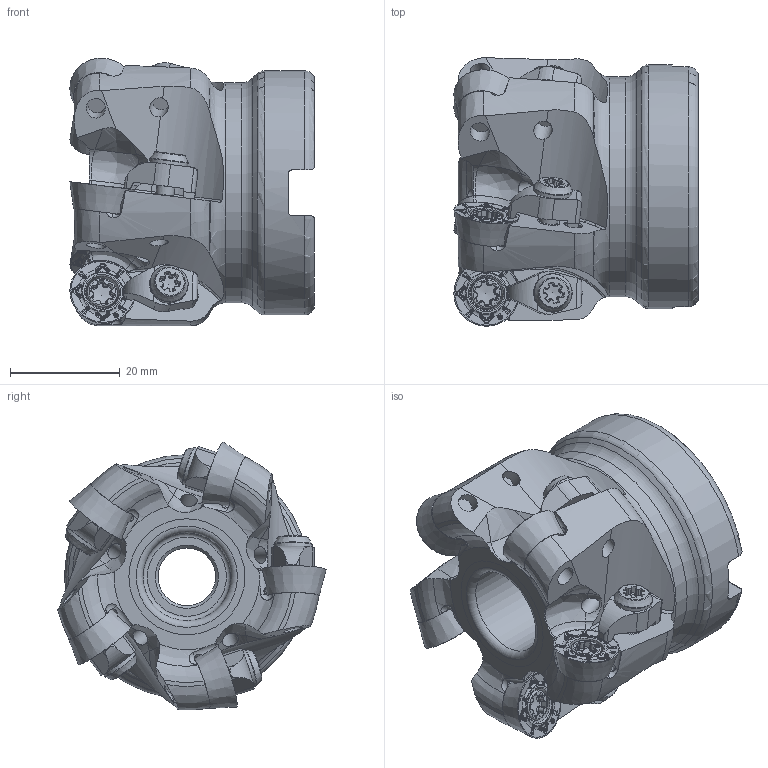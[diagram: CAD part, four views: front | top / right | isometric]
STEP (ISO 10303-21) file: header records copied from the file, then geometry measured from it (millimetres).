
FILE_DESCRIPTION(/* description */ (''),/* implementation_level */ '2;1');
FILE_NAME(/* name */ 'CUTTER_F-RDKT12-D200Z5S075I.stp',/* time_stamp */ '2020-04-24T15:39:13+09:00',/* author */ (''),/* organization */ (''),/* preprocessor_version */ 'ST-DEVELOPER v16',/* originating_system */ 'SIEMENS PLM Software NX 10.0',/* authorisation */ '');
FILE_SCHEMA (('CONFIG_CONTROL_DESIGN'));
Length unit declared in the file: millimetre
Products named in the file (1): CUTTER_F-RDKT12-D200Z5S075I
Bounding box: 44.45 x 48.88 x 48.75 mm (x, y, z)
Volume: 44668 mm3; surface area: 18823.8 mm2
Topology: 21 solids, 21 shells, 3198 faces, 7799 edges, 4455 vertices
Faces by surface type: bspline 1865, plane 386, cylinder 385, sphere 215, torus 198, cone 149
Full cylindrical faces by diameter (mm): 3 x10, 3.3 x10, 3.5 x5, 4 x10, 4.3 x5, 4.4 x5, 4.5 x5, 5.5 x5, 7 x5, 10.49 x1, 16.002 x1, 19.05 x1, 19.85 x1, 40 x1, 44.45 x1
Entity records: 126764 total; most frequent: CARTESIAN_POINT 67270, ORIENTED_EDGE 14560, DIRECTION 9238, EDGE_CURVE 7280, VERTEX_POINT 4357, AXIS2_PLACEMENT_3D 4129, B_SPLINE_CURVE_WITH_KNOTS 3500, EDGE_LOOP 3468
